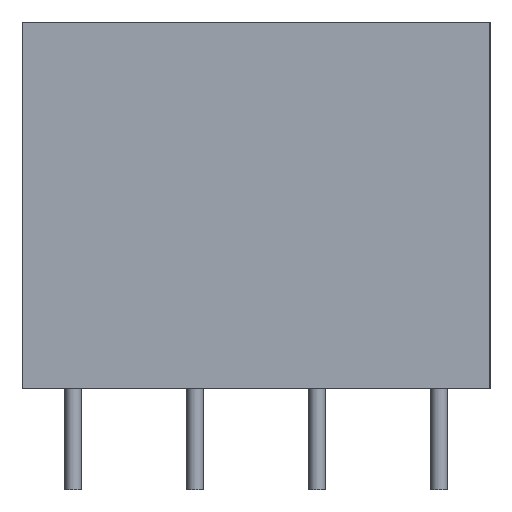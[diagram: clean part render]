
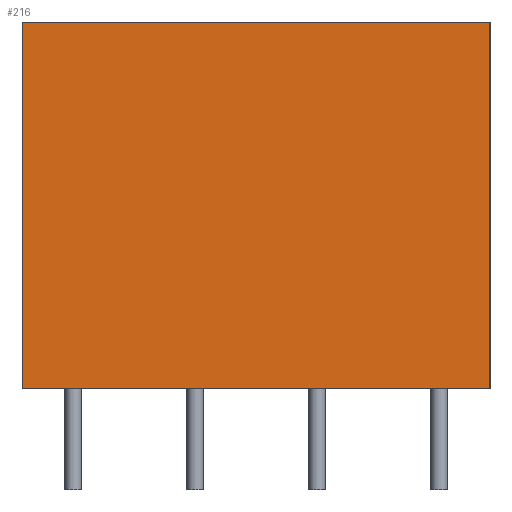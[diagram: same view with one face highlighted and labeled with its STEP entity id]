
A CAD part, left-side view. The second image highlights one B-rep face of the part: STEP entity #216.
In plain terms, the highlighted planar face has unit normal (-1, 0, 0).
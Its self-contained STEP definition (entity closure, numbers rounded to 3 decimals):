
#46=FACE_OUTER_BOUND('',#64,.T.);
#64=EDGE_LOOP('',(#157,#158,#159,#160));
#84=LINE('',#380,#100);
#85=LINE('',#383,#101);
#86=LINE('',#385,#102);
#87=LINE('',#386,#103);
#100=VECTOR('',#301,10.);
#101=VECTOR('',#304,10.);
#102=VECTOR('',#305,10.);
#103=VECTOR('',#306,10.);
#113=VERTEX_POINT('',#373);
#116=VERTEX_POINT('',#378);
#117=VERTEX_POINT('',#382);
#118=VERTEX_POINT('',#384);
#132=EDGE_CURVE('',#113,#116,#84,.T.);
#133=EDGE_CURVE('',#117,#113,#85,.T.);
#134=EDGE_CURVE('',#118,#116,#86,.T.);
#135=EDGE_CURVE('',#117,#118,#87,.T.);
#157=ORIENTED_EDGE('',*,*,#133,.T.);
#158=ORIENTED_EDGE('',*,*,#132,.T.);
#159=ORIENTED_EDGE('',*,*,#134,.F.);
#160=ORIENTED_EDGE('',*,*,#135,.F.);
#202=PLANE('',#264);
#216=ADVANCED_FACE('',(#46),#202,.T.);
#264=AXIS2_PLACEMENT_3D('',#381,#302,#303);
#301=DIRECTION('',(0.,0.,1.));
#302=DIRECTION('center_axis',(-1.,0.,0.));
#303=DIRECTION('ref_axis',(0.,-1.,0.));
#304=DIRECTION('',(0.,-1.,0.));
#305=DIRECTION('',(0.,-1.,0.));
#306=DIRECTION('',(0.,0.,1.));
#373=CARTESIAN_POINT('',(-19.,-11.5,0.));
#378=CARTESIAN_POINT('',(-19.,-11.5,18.));
#380=CARTESIAN_POINT('',(-19.,-11.5,0.));
#381=CARTESIAN_POINT('Origin',(-19.,11.5,0.));
#382=CARTESIAN_POINT('',(-19.,11.5,0.));
#383=CARTESIAN_POINT('',(-19.,11.5,0.));
#384=CARTESIAN_POINT('',(-19.,11.5,18.));
#385=CARTESIAN_POINT('',(-19.,11.5,18.));
#386=CARTESIAN_POINT('',(-19.,11.5,0.));
